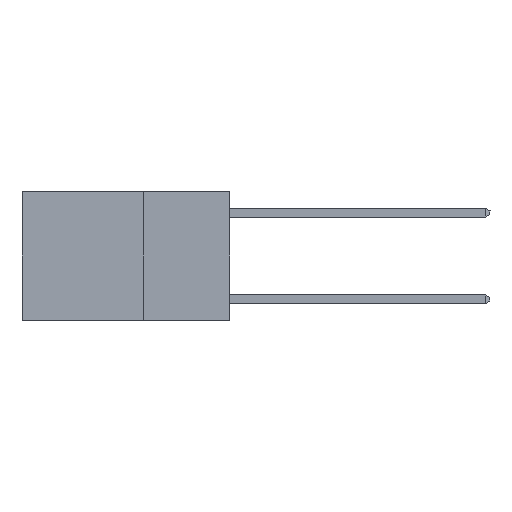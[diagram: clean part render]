
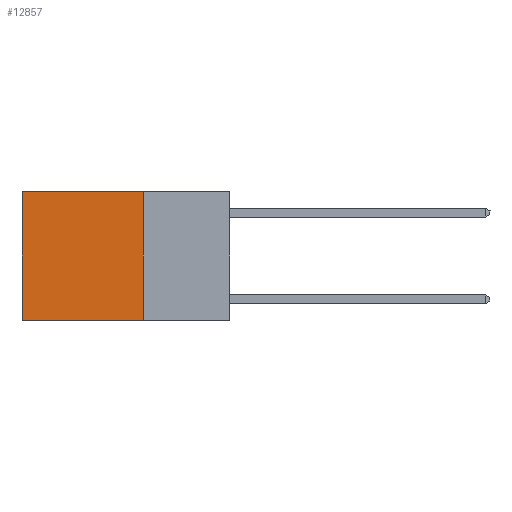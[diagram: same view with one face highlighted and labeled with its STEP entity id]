
A CAD part, left-side view. The second image highlights one B-rep face of the part: STEP entity #12857.
In plain terms, the highlighted planar face has unit normal (-1, 0, 0).
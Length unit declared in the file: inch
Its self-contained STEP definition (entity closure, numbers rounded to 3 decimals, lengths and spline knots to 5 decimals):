
#490 = CARTESIAN_POINT ( 'NONE',  ( 0.2625, 0.6, 0. ) ) ;
#2677 = EDGE_CURVE ( 'NONE', #12474, #16928, #19949, .T. ) ;
#2839 = ORIENTED_EDGE ( 'NONE', *, *, #15471, .F. ) ;
#2961 = VERTEX_POINT ( 'NONE', #10026 ) ;
#3151 = CARTESIAN_POINT ( 'NONE',  ( 0.2625, 0.25, 0. ) ) ;
#4629 = FACE_OUTER_BOUND ( 'NONE', #12252, .T. ) ;
#6031 = VECTOR ( 'NONE', #8687, 39.37008 ) ;
#7595 = ORIENTED_EDGE ( 'NONE', *, *, #10223, .T. ) ;
#8117 = LINE ( 'NONE', #14479, #9014 ) ;
#8189 = LINE ( 'NONE', #11328, #15962 ) ;
#8687 = DIRECTION ( 'NONE',  ( 0., 1., 0. ) ) ;
#8938 = ORIENTED_EDGE ( 'NONE', *, *, #14088, .F. ) ;
#8995 = ORIENTED_EDGE ( 'NONE', *, *, #2677, .T. ) ;
#9014 = VECTOR ( 'NONE', #19470, 39.37008 ) ;
#9540 = DIRECTION ( 'NONE',  ( 1., 0., 0. ) ) ;
#9757 = DIRECTION ( 'NONE',  ( 0., 1., 0. ) ) ;
#10026 = CARTESIAN_POINT ( 'NONE',  ( 0.2625, 0.6, -0.37 ) ) ;
#10223 = EDGE_CURVE ( 'NONE', #16928, #2961, #16472, .T. ) ;
#10321 = CARTESIAN_POINT ( 'NONE',  ( 0.2625, 0.25, -0.37 ) ) ;
#10572 = CARTESIAN_POINT ( 'NONE',  ( 0.2625, 0.25, 0. ) ) ;
#10673 = VERTEX_POINT ( 'NONE', #10321 ) ;
#11123 = PLANE ( 'NONE',  #14907 ) ;
#11328 = CARTESIAN_POINT ( 'NONE',  ( 0.2625, 0.25, -0.37 ) ) ;
#12252 = EDGE_LOOP ( 'NONE', ( #7595, #8938, #2839, #8995 ) ) ;
#12474 = VERTEX_POINT ( 'NONE', #13295 ) ;
#12857 = ADVANCED_FACE ( 'NONE', ( #4629 ), #11123, .F. ) ;
#13295 = CARTESIAN_POINT ( 'NONE',  ( 0.2625, 0.25, 0. ) ) ;
#14088 = EDGE_CURVE ( 'NONE', #10673, #2961, #8189, .T. ) ;
#14479 = CARTESIAN_POINT ( 'NONE',  ( 0.2625, 0.25, 0. ) ) ;
#14907 = AXIS2_PLACEMENT_3D ( 'NONE', #3151, #9540, #15897 ) ;
#15471 = EDGE_CURVE ( 'NONE', #12474, #10673, #8117, .T. ) ;
#15897 = DIRECTION ( 'NONE',  ( 0., 0., -1. ) ) ;
#15962 = VECTOR ( 'NONE', #9757, 39.37008 ) ;
#16472 = LINE ( 'NONE', #490, #19555 ) ;
#16928 = VERTEX_POINT ( 'NONE', #20294 ) ;
#18052 = DIRECTION ( 'NONE',  ( 0., 0., -1. ) ) ;
#19470 = DIRECTION ( 'NONE',  ( 0., 0., -1. ) ) ;
#19555 = VECTOR ( 'NONE', #18052, 39.37008 ) ;
#19949 = LINE ( 'NONE', #10572, #6031 ) ;
#20294 = CARTESIAN_POINT ( 'NONE',  ( 0.2625, 0.6, 0. ) ) ;
